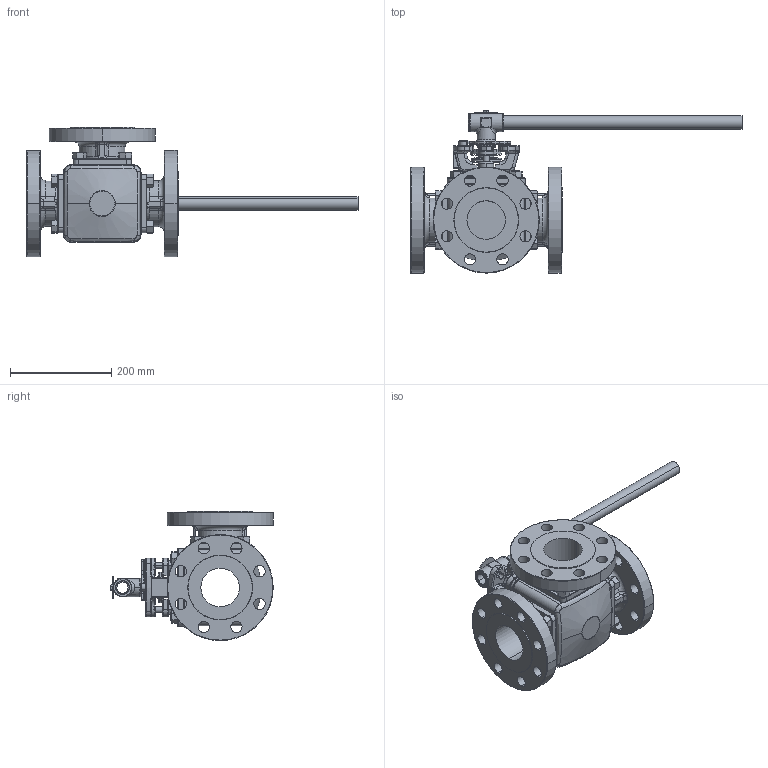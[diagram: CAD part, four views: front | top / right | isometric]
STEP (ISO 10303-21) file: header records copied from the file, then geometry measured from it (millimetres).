
FILE_DESCRIPTION (( 'STEP AP214' ), '1' );
FILE_NAME ('31-F3-0300-XXX.step', '2019-08-21T18:11:22', ( '' ), ( '' ), 'SwSTEP 2.0', 'SolidWorks 2019', '' );
FILE_SCHEMA (( 'AUTOMOTIVE_DESIGN' ));
Length unit declared in the file: inch
Products named in the file (2): 31-F3-0300-XXX
Bounding box: 655.5 x 320.71 x 255.29 mm (x, y, z)
Surface area: 669934 mm2 (no closed solid volume)
Topology: 0 solids, 41 shells, 965 faces, 2810 edges, 1821 vertices
Faces by surface type: cylinder 365, plane 250, bspline 212, cone 90, torus 48
Entity records: 56667 total; most frequent: CARTESIAN_POINT 20344, DIRECTION 4866, ORIENTED_EDGE 4714, EDGE_CURVE 2800, AXIS2_PLACEMENT_3D 2013, VERTEX_POINT 1821, CIRCLE 1258, EDGE_LOOP 1109
